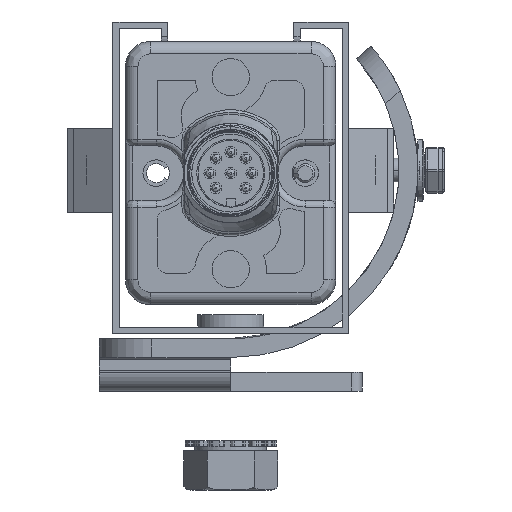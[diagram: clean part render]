
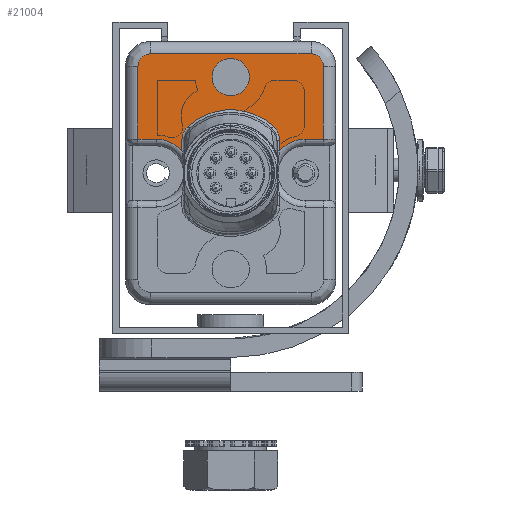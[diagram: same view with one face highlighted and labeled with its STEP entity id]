
A CAD part, front view. The second image highlights one B-rep face of the part: STEP entity #21004.
In plain terms, the highlighted planar face has unit normal (0, -1, 0).
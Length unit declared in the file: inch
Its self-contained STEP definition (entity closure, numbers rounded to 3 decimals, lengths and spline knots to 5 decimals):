
#3137=CARTESIAN_POINT('',(0.14173,-25.7874,
0.78179));
#3138=DIRECTION('',(0.,1.,0.));
#3139=DIRECTION('',(0.673,0.,0.74));
#3140=AXIS2_PLACEMENT_3D('',#3137,#3138,#3139);
#3142=CARTESIAN_POINT('',(0.,-25.7874,0.62598));
#3143=DIRECTION('',(0.,1.,0.));
#3144=DIRECTION('',(-0.673,0.,0.74));
#3145=AXIS2_PLACEMENT_3D('',#3142,#3143,#3144);
#3147=CARTESIAN_POINT('',(-0.14173,-25.7874,
0.78179));
#3148=DIRECTION('',(0.,1.,0.));
#3149=DIRECTION('',(-1.,0.,0.));
#3150=AXIS2_PLACEMENT_3D('',#3147,#3148,#3149);
#3152=DIRECTION('',(0.,0.,1.));
#3153=VECTOR('',#3152,0.05017);
#3154=CARTESIAN_POINT('',(-0.23228,-25.7874,
0.73163));
#3155=LINE('',#3154,#3153);
#3156=CARTESIAN_POINT('',(-0.35433,-25.7874,
0.62598));
#3157=DIRECTION('',(0.,1.,0.));
#3158=DIRECTION('',(0.,0.,1.));
#3159=AXIS2_PLACEMENT_3D('',#3156,#3157,#3158);
#3161=DIRECTION('',(1.,0.,0.));
#3162=VECTOR('',#3161,0.08661);
#3163=CARTESIAN_POINT('',(-0.44094,-25.7874,
0.7874));
#3164=LINE('',#3163,#3162);
#3165=DIRECTION('',(0.,0.,-1.));
#3166=VECTOR('',#3165,0.34646);
#3167=CARTESIAN_POINT('',(-0.44094,-25.7874,
1.13386));
#3168=LINE('',#3167,#3166);
#3169=CARTESIAN_POINT('',(-0.38189,-25.7874,
1.13386));
#3170=DIRECTION('',(0.,-1.,0.));
#3171=DIRECTION('',(0.,0.,1.));
#3172=AXIS2_PLACEMENT_3D('',#3169,#3170,#3171);
#3174=DIRECTION('',(-1.,0.,0.));
#3175=VECTOR('',#3174,0.76378);
#3176=CARTESIAN_POINT('',(0.38189,-25.7874,
1.19291));
#3177=LINE('',#3176,#3175);
#3178=CARTESIAN_POINT('',(0.38189,-25.7874,
1.13386));
#3179=DIRECTION('',(0.,-1.,0.));
#3180=DIRECTION('',(1.,0.,0.));
#3181=AXIS2_PLACEMENT_3D('',#3178,#3179,#3180);
#3183=DIRECTION('',(0.,0.,1.));
#3184=VECTOR('',#3183,0.34646);
#3185=CARTESIAN_POINT('',(0.44094,-25.7874,
0.7874));
#3186=LINE('',#3185,#3184);
#3187=DIRECTION('',(1.,0.,0.));
#3188=VECTOR('',#3187,0.08661);
#3189=CARTESIAN_POINT('',(0.35433,-25.7874,
0.7874));
#3190=LINE('',#3189,#3188);
#3191=CARTESIAN_POINT('',(0.35433,-25.7874,
0.62598));
#3192=DIRECTION('',(0.,1.,0.));
#3193=DIRECTION('',(-0.756,0.,0.654));
#3194=AXIS2_PLACEMENT_3D('',#3191,#3192,#3193);
#3196=DIRECTION('',(0.,0.,-1.));
#3197=VECTOR('',#3196,0.05017);
#3198=CARTESIAN_POINT('',(0.23228,-25.7874,
0.78179));
#3199=LINE('',#3198,#3197);
#3200=CARTESIAN_POINT('',(0.,-25.7874,1.08268));
#3201=DIRECTION('',(0.,-1.,0.));
#3202=DIRECTION('',(1.,0.,0.));
#3203=AXIS2_PLACEMENT_3D('',#3200,#3201,#3202);
#3205=CARTESIAN_POINT('',(0.,-25.7874,1.08268));
#3206=DIRECTION('',(0.,-1.,0.));
#3207=DIRECTION('',(-1.,0.,0.));
#3208=AXIS2_PLACEMENT_3D('',#3205,#3206,#3207);
#10983=CARTESIAN_POINT('',(-0.23228,-25.7874,
0.73163));
#15002=CARTESIAN_POINT('',(-0.38189,-25.7874,
1.19291));
#15003=CARTESIAN_POINT('',(-0.44094,-25.7874,
1.13386));
#15004=VERTEX_POINT('',#15002);
#15005=VERTEX_POINT('',#15003);
#15010=CARTESIAN_POINT('',(0.38189,-25.7874,
1.19291));
#15011=VERTEX_POINT('',#15010);
#15014=CARTESIAN_POINT('',(0.44094,-25.7874,
1.13386));
#15015=VERTEX_POINT('',#15014);
#15058=CARTESIAN_POINT('',(0.44094,-25.7874,
0.7874));
#15059=VERTEX_POINT('',#15058);
#15062=CARTESIAN_POINT('',(0.35433,-25.7874,
0.7874));
#15063=VERTEX_POINT('',#15062);
#15090=CARTESIAN_POINT('',(-0.44094,-25.7874,
0.7874));
#15091=VERTEX_POINT('',#15090);
#15094=CARTESIAN_POINT('',(-0.35433,-25.7874,
0.7874));
#15095=VERTEX_POINT('',#15094);
#15126=CARTESIAN_POINT('',(0.20266,-25.7874,
0.84878));
#15127=CARTESIAN_POINT('',(0.23228,-25.7874,
0.78179));
#15128=VERTEX_POINT('',#15126);
#15129=VERTEX_POINT('',#15127);
#15132=CARTESIAN_POINT('',(0.23228,-25.7874,
0.73163));
#15133=VERTEX_POINT('',#15132);
#15157=VERTEX_POINT('',#10983);
#15160=CARTESIAN_POINT('',(-0.23228,-25.7874,
0.78179));
#15161=VERTEX_POINT('',#15160);
#15164=CARTESIAN_POINT('',(-0.20266,-25.7874,
0.84878));
#15165=VERTEX_POINT('',#15164);
#15174=CARTESIAN_POINT('',(0.0885,-25.7874,1.08268));
#15175=CARTESIAN_POINT('',(-0.0885,-25.7874,1.08268));
#15176=VERTEX_POINT('',#15174);
#15177=VERTEX_POINT('',#15175);
#20964=CARTESIAN_POINT('',(0.,-25.7874,0.));
#20965=DIRECTION('',(0.,-1.,0.));
#20966=DIRECTION('',(1.,0.,0.));
#20967=AXIS2_PLACEMENT_3D('',#20964,#20965,#20966);
#20968=PLANE('',#20967);
#20970=ORIENTED_EDGE('',*,*,#20969,.F.);
#20972=ORIENTED_EDGE('',*,*,#20971,.F.);
#20974=ORIENTED_EDGE('',*,*,#20973,.F.);
#20976=ORIENTED_EDGE('',*,*,#20975,.F.);
#20978=ORIENTED_EDGE('',*,*,#20977,.F.);
#20980=ORIENTED_EDGE('',*,*,#20979,.F.);
#20982=ORIENTED_EDGE('',*,*,#20981,.F.);
#20984=ORIENTED_EDGE('',*,*,#20983,.F.);
#20986=ORIENTED_EDGE('',*,*,#20985,.F.);
#20987=ORIENTED_EDGE('',*,*,#20954,.F.);
#20989=ORIENTED_EDGE('',*,*,#20988,.F.);
#20991=ORIENTED_EDGE('',*,*,#20990,.F.);
#20993=ORIENTED_EDGE('',*,*,#20992,.F.);
#20995=ORIENTED_EDGE('',*,*,#20994,.F.);
#20996=EDGE_LOOP('',(#20970,#20972,#20974,#20976,#20978,#20980,#20982,#20984,
#20986,#20987,#20989,#20991,#20993,#20995));
#20997=FACE_OUTER_BOUND('',#20996,.F.);
#20999=ORIENTED_EDGE('',*,*,#20998,.T.);
#21001=ORIENTED_EDGE('',*,*,#21000,.T.);
#21002=EDGE_LOOP('',(#20999,#21001));
#21003=FACE_BOUND('',#21002,.F.);
#21004=ADVANCED_FACE('',(#20997,#21003),#20968,.T.);
#3141=CIRCLE('',#3140,0.09055);
#3146=CIRCLE('',#3145,0.30118);
#3151=CIRCLE('',#3150,0.09055);
#3160=CIRCLE('',#3159,0.16142);
#3173=CIRCLE('',#3172,0.05906);
#3182=CIRCLE('',#3181,0.05906);
#3195=CIRCLE('',#3194,0.16142);
#3204=CIRCLE('',#3203,0.0885);
#3209=CIRCLE('',#3208,0.0885);
#20954=EDGE_CURVE('',#15015,#15011,#3182,.T.);
#20969=EDGE_CURVE('',#15128,#15129,#3141,.T.);
#20971=EDGE_CURVE('',#15165,#15128,#3146,.T.);
#20973=EDGE_CURVE('',#15161,#15165,#3151,.T.);
#20975=EDGE_CURVE('',#15157,#15161,#3155,.T.);
#20977=EDGE_CURVE('',#15095,#15157,#3160,.T.);
#20979=EDGE_CURVE('',#15091,#15095,#3164,.T.);
#20981=EDGE_CURVE('',#15005,#15091,#3168,.T.);
#20983=EDGE_CURVE('',#15004,#15005,#3173,.T.);
#20985=EDGE_CURVE('',#15011,#15004,#3177,.T.);
#20988=EDGE_CURVE('',#15059,#15015,#3186,.T.);
#20990=EDGE_CURVE('',#15063,#15059,#3190,.T.);
#20992=EDGE_CURVE('',#15133,#15063,#3195,.T.);
#20994=EDGE_CURVE('',#15129,#15133,#3199,.T.);
#20998=EDGE_CURVE('',#15176,#15177,#3204,.T.);
#21000=EDGE_CURVE('',#15177,#15176,#3209,.T.);
